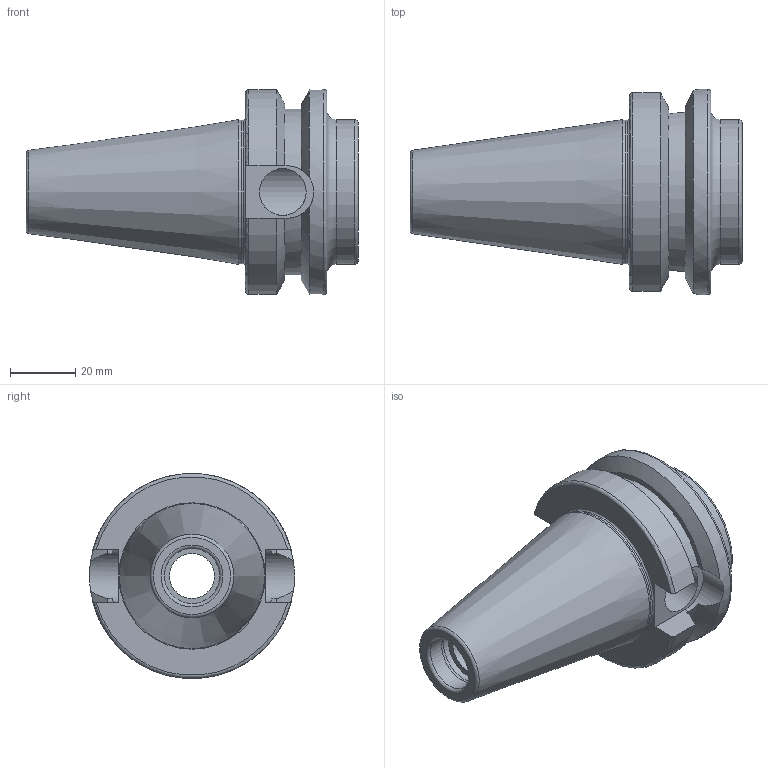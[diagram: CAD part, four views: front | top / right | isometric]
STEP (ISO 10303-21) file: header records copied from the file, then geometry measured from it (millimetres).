
FILE_DESCRIPTION(/* description */ (''),/* implementation_level */ '2;1');
FILE_NAME(/* name */ 'AH210B25 BT40-EMH19.05-36.58.stp',/* time_stamp */ '2022-10-05T14:42:48+09:00',/* author */ ('YSH'),/* organization */ (''),/* preprocessor_version */ 'ST-DEVELOPER v18.1',/* originating_system */ 'Autodesk Inventor 2022',/* authorisation */ '');
FILE_SCHEMA (('AUTOMOTIVE_DESIGN { 1 0 10303 214 3 1 1 }'));
Length unit declared in the file: millimetre
Products named in the file (1): LO-BT40-EMH19.05-36.58
Bounding box: 101.98 x 63 x 63 mm (x, y, z)
Volume: 120516.2 mm3; surface area: 25770.7 mm2
Topology: 1 solids, 1 shells, 51 faces, 126 edges, 83 vertices
Faces by surface type: plane 18, cylinder 16, torus 9, cone 8
Full cylindrical faces by diameter (mm): 13.835 x1, 14 x1, 14.351 x1, 17 x1, 17.6 x1, 19.05 x1, 20.25 x1, 44 x1, 44.45 x1, 63 x1
Entity records: 1687 total; most frequent: CARTESIAN_POINT 406, DIRECTION 270, ORIENTED_EDGE 252, EDGE_CURVE 126, AXIS2_PLACEMENT_3D 113, VERTEX_POINT 83, EDGE_LOOP 61, CIRCLE 61
